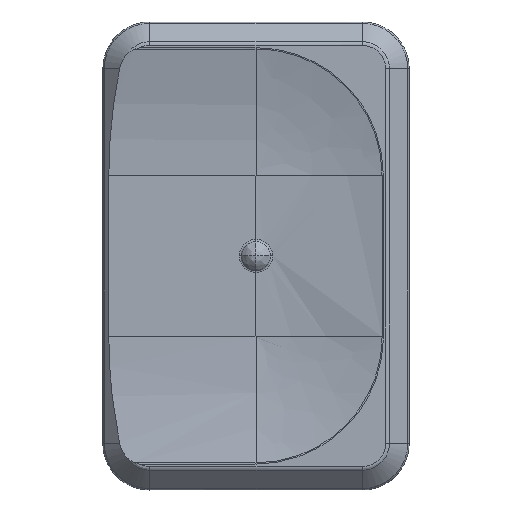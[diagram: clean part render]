
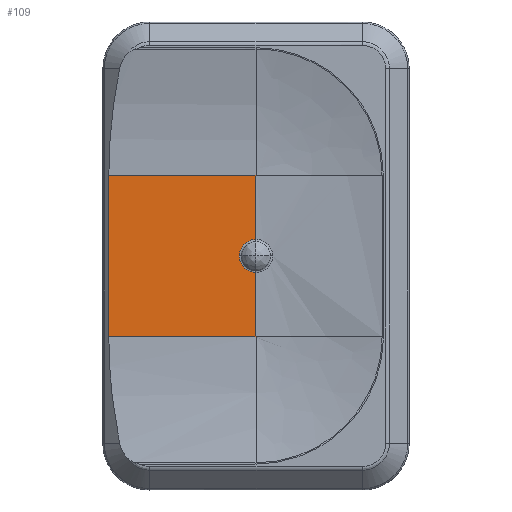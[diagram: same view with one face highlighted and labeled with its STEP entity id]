
A CAD part, top view. The second image highlights one B-rep face of the part: STEP entity #109.
In plain terms, the highlighted planar face has unit normal (0, 0, 1).
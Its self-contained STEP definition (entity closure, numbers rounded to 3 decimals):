
#109=ADVANCED_FACE('',(#210),#1430,.T.);
#210=FACE_OUTER_BOUND('',#314,.T.);
#314=EDGE_LOOP('',(#732,#733,#734,#735,#736,#737,#738));
#732=ORIENTED_EDGE('',*,*,#1001,.T.);
#733=ORIENTED_EDGE('',*,*,#998,.F.);
#734=ORIENTED_EDGE('',*,*,#993,.T.);
#735=ORIENTED_EDGE('',*,*,#982,.F.);
#736=ORIENTED_EDGE('',*,*,#992,.T.);
#737=ORIENTED_EDGE('',*,*,#937,.F.);
#738=ORIENTED_EDGE('',*,*,#1007,.T.);
#937=EDGE_CURVE('',#1369,#1348,#1205,.T.);
#982=EDGE_CURVE('',#1365,#1366,#1114,.T.);
#992=EDGE_CURVE('',#1365,#1348,#1235,.T.);
#993=EDGE_CURVE('',#1343,#1366,#1236,.T.);
#998=EDGE_CURVE('',#1343,#1371,#1239,.T.);
#1001=EDGE_CURVE('',#1372,#1371,#1124,.T.);
#1007=EDGE_CURVE('',#1369,#1372,#1130,.T.);
#1114=B_SPLINE_CURVE_WITH_KNOTS('',1,(#3165,#3166),.UNSPECIFIED.,.F.,.F.,
(2,2),(0.,9.5),.UNSPECIFIED.);
#1124=B_SPLINE_CURVE_WITH_KNOTS('',3,(#3236,#3237,#3238,#3239,#3240,#3241,
#3242,#3243,#3244,#3245),.UNSPECIFIED.,.F.,.F.,(4,2,2,2,4),(-1.43,
-1.073,-0.715,-0.358,0.),
 .UNSPECIFIED.);
#1130=B_SPLINE_CURVE_WITH_KNOTS('',3,(#3288,#3289,#3290,#3291,#3292,#3293,
#3294,#3295,#3296,#3297),.UNSPECIFIED.,.F.,.F.,(4,2,2,2,4),(-1.43,
-1.073,-0.715,-0.358,0.),
 .UNSPECIFIED.);
#1205=(
BOUNDED_CURVE()
B_SPLINE_CURVE(1,(#2986,#2987),.UNSPECIFIED.,.F.,.F.)
B_SPLINE_CURVE_WITH_KNOTS((2,2),(-0.397,0.),.UNSPECIFIED.)
CURVE()
GEOMETRIC_REPRESENTATION_ITEM()
RATIONAL_B_SPLINE_CURVE((1.,1.))
REPRESENTATION_ITEM('')
);
#1235=(
BOUNDED_CURVE()
B_SPLINE_CURVE(1,(#3202,#3203),.UNSPECIFIED.,.F.,.F.)
B_SPLINE_CURVE_WITH_KNOTS((2,2),(0.,8.65),.UNSPECIFIED.)
CURVE()
GEOMETRIC_REPRESENTATION_ITEM()
RATIONAL_B_SPLINE_CURVE((1.,1.))
REPRESENTATION_ITEM('')
);
#1236=(
BOUNDED_CURVE()
B_SPLINE_CURVE(1,(#3204,#3205),.UNSPECIFIED.,.F.,.F.)
B_SPLINE_CURVE_WITH_KNOTS((2,2),(0.,8.65),.UNSPECIFIED.)
CURVE()
GEOMETRIC_REPRESENTATION_ITEM()
RATIONAL_B_SPLINE_CURVE((1.,1.))
REPRESENTATION_ITEM('')
);
#1239=(
BOUNDED_CURVE()
B_SPLINE_CURVE(1,(#3218,#3219),.UNSPECIFIED.,.F.,.F.)
B_SPLINE_CURVE_WITH_KNOTS((2,2),(-1.,-0.603),.UNSPECIFIED.)
CURVE()
GEOMETRIC_REPRESENTATION_ITEM()
RATIONAL_B_SPLINE_CURVE((1.,1.))
REPRESENTATION_ITEM('')
);
#1343=VERTEX_POINT('',#2491);
#1348=VERTEX_POINT('',#2496);
#1365=VERTEX_POINT('',#2513);
#1366=VERTEX_POINT('',#2514);
#1369=VERTEX_POINT('',#2517);
#1371=VERTEX_POINT('',#2519);
#1372=VERTEX_POINT('',#2520);
#1430=PLANE('',#1545);
#1545=AXIS2_PLACEMENT_3D('',#2127,#1602,$);
#1602=DIRECTION('',(0.,0.,1.));
#2127=CARTESIAN_POINT('',(-49.603,16.371,8.55));
#2491=CARTESIAN_POINT('',(-40.076,26.833,8.55));
#2496=CARTESIAN_POINT('',(-40.076,17.333,8.55));
#2513=CARTESIAN_POINT('',(-48.726,17.333,8.55));
#2514=CARTESIAN_POINT('',(-48.726,26.833,8.55));
#2517=CARTESIAN_POINT('',(-40.076,21.106,8.55));
#2519=CARTESIAN_POINT('',(-40.076,23.059,8.55));
#2520=CARTESIAN_POINT('',(-41.052,22.083,8.55));
#2986=CARTESIAN_POINT('',(-40.076,21.106,8.55));
#2987=CARTESIAN_POINT('',(-40.076,17.333,8.55));
#3165=CARTESIAN_POINT('',(-48.726,17.333,8.55));
#3166=CARTESIAN_POINT('',(-48.726,26.833,8.55));
#3202=CARTESIAN_POINT('',(-48.726,17.333,8.55));
#3203=CARTESIAN_POINT('',(-40.076,17.333,8.55));
#3204=CARTESIAN_POINT('',(-40.076,26.833,8.55));
#3205=CARTESIAN_POINT('',(-48.726,26.833,8.55));
#3218=CARTESIAN_POINT('',(-40.076,26.833,8.55));
#3219=CARTESIAN_POINT('',(-40.076,23.059,8.55));
#3236=CARTESIAN_POINT('',(-41.052,22.083,8.55));
#3237=CARTESIAN_POINT('',(-41.052,22.21,8.55));
#3238=CARTESIAN_POINT('',(-41.027,22.338,8.55));
#3239=CARTESIAN_POINT('',(-40.929,22.574,8.55));
#3240=CARTESIAN_POINT('',(-40.857,22.683,8.55));
#3241=CARTESIAN_POINT('',(-40.676,22.863,8.55));
#3242=CARTESIAN_POINT('',(-40.568,22.936,8.55));
#3243=CARTESIAN_POINT('',(-40.332,23.033,8.55));
#3244=CARTESIAN_POINT('',(-40.204,23.059,8.55));
#3245=CARTESIAN_POINT('',(-40.076,23.059,8.55));
#3288=CARTESIAN_POINT('',(-40.076,21.106,8.55));
#3289=CARTESIAN_POINT('',(-40.204,21.106,8.55));
#3290=CARTESIAN_POINT('',(-40.332,21.132,8.55));
#3291=CARTESIAN_POINT('',(-40.568,21.229,8.55));
#3292=CARTESIAN_POINT('',(-40.676,21.302,8.55));
#3293=CARTESIAN_POINT('',(-40.857,21.483,8.55));
#3294=CARTESIAN_POINT('',(-40.929,21.591,8.55));
#3295=CARTESIAN_POINT('',(-41.027,21.827,8.55));
#3296=CARTESIAN_POINT('',(-41.052,21.955,8.55));
#3297=CARTESIAN_POINT('',(-41.052,22.083,8.55));
